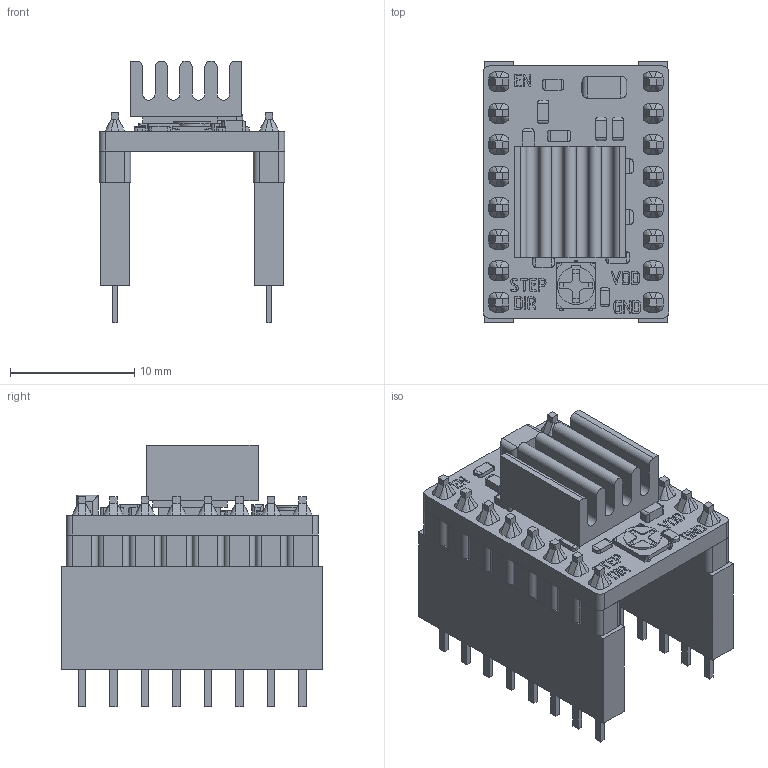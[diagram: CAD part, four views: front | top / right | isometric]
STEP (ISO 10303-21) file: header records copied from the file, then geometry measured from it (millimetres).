
FILE_DESCRIPTION(/* description */ (''),/* implementation_level */ '2;1');
FILE_NAME(/* name */ 'A4988-Stepper-Driver-Socketed.step',/* time_stamp */ '2024-02-02T00:45:14+03:00',/* author */ (''),/* organization */ (''),/* preprocessor_version */ 'ST-DEVELOPER v20',/* originating_system */ 'Autodesk Translation Framework v12.20.1.177',/* authorisation */ '');
FILE_SCHEMA (('AUTOMOTIVE_DESIGN { 1 0 10303 214 3 1 1 }'));
Length unit declared in the file: millimetre
Products named in the file (2): A4988-Stepper-Driver-Socketed; A4988 RED_Heatsink For A4988
Assembly tree (1 placements, depth 2):
  A4988-Stepper-Driver-Socketed
    A4988 RED_Heatsink For A4988
Bounding box: 14.96 x 21.06 x 21.1 mm (x, y, z)
Volume: 1859.7 mm3; surface area: 3657 mm2
Topology: 37 solids, 37 shells, 983 faces, 2708 edges, 1887 vertices
Faces by surface type: plane 713, cylinder 158, bspline 112
Full cylindrical faces by diameter (mm): 2 x1
Entity records: 34095 total; most frequent: CARTESIAN_POINT 8558, ORIENTED_EDGE 5416, DIRECTION 4623, EDGE_CURVE 2708, LINE 2063, VECTOR 2063, VERTEX_POINT 1887, AXIS2_PLACEMENT_3D 1280
